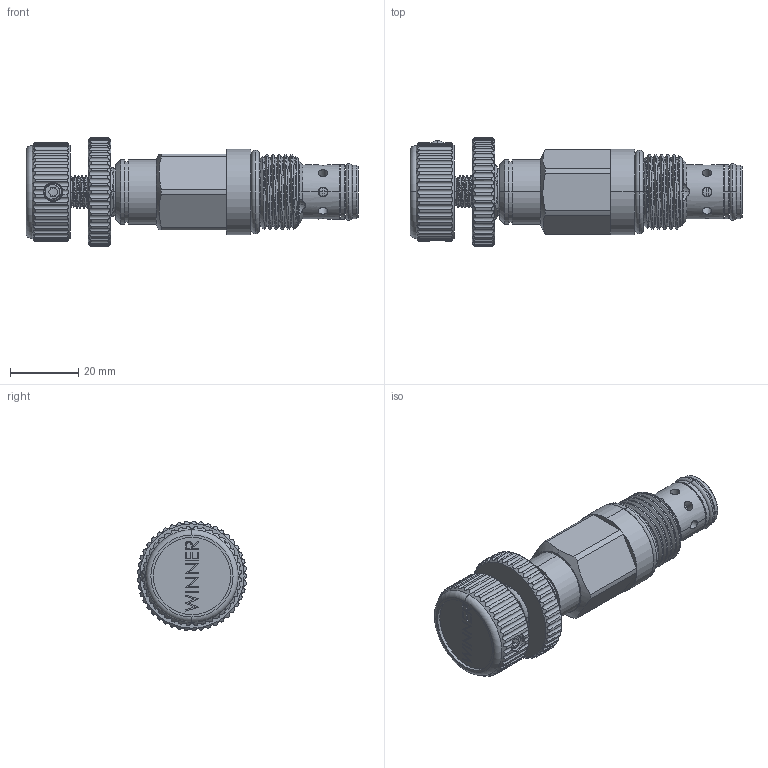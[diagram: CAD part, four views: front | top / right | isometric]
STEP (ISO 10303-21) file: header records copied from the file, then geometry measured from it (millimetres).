
FILE_DESCRIPTION (( 'STEP AP203' ), '1' );
FILE_NAME ('RP10W20-K.STEP', '2016-08-02T01:26:55', ( '' ), ( '' ), 'SwSTEP 2.0', 'SolidWorks 2012', '' );
FILE_SCHEMA (( 'CONFIG_CONTROL_DESIGN' ));
Length unit declared in the file: millimetre
Products named in the file (1): RP10W20-K
Bounding box: 97.49 x 32.18 x 32.2 mm (x, y, z)
Volume: 35717.7 mm3; surface area: 15907.1 mm2
Topology: 7 solids, 33 shells, 1392 faces, 3852 edges, 2470 vertices
Faces by surface type: cylinder 914, plane 253, cone 113, torus 56, bspline 42, sphere 14
Entity records: 93703 total; most frequent: CARTESIAN_POINT 60303, ORIENTED_EDGE 7672, DIRECTION 5725, EDGE_CURVE 3836, VERTEX_POINT 2470, AXIS2_PLACEMENT_3D 2186, EDGE_LOOP 1810, B_SPLINE_CURVE_WITH_KNOTS 1446
